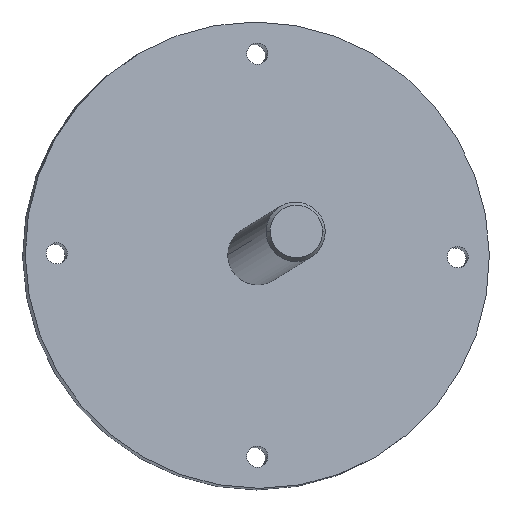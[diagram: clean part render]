
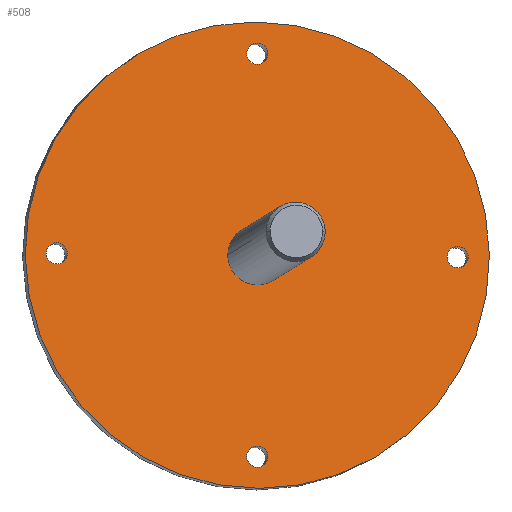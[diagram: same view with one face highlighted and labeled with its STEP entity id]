
A CAD part, top view. The second image highlights one B-rep face of the part: STEP entity #508.
In plain terms, the highlighted planar face has unit normal (0.123, 0.073, 0.99).
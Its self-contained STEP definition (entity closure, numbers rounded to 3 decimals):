
#3 = CIRCLE ( 'NONE', #17, 55. ) ;
#7 = AXIS2_PLACEMENT_3D ( 'NONE', #114, #439, #217 ) ;
#9 = CIRCLE ( 'NONE', #296, 2.5 ) ;
#15 = CARTESIAN_POINT ( 'NONE',  ( 15.343, -618.978, 686.658 ) ) ;
#17 = AXIS2_PLACEMENT_3D ( 'NONE', #418, #466, #511 ) ;
#20 = CARTESIAN_POINT ( 'NONE',  ( -34.279, -571.179, 689.279 ) ) ;
#25 = CIRCLE ( 'NONE', #556, 2.5 ) ;
#30 = AXIS2_PLACEMENT_3D ( 'NONE', #477, #107, #435 ) ;
#33 = AXIS2_PLACEMENT_3D ( 'NONE', #253, #246, #335 ) ;
#36 = CIRCLE ( 'NONE', #495, 2.5 ) ;
#42 = EDGE_CURVE ( 'NONE', #534, #560, #460, .T. ) ;
#44 = FACE_BOUND ( 'NONE', #167, .T. ) ;
#52 = CARTESIAN_POINT ( 'NONE',  ( 60.004, -572.035, 677.666 ) ) ;
#55 = DIRECTION ( 'NONE',  ( 0.123, 0.073, 0.99 ) ) ;
#56 = VERTEX_POINT ( 'NONE', #108 ) ;
#59 = CARTESIAN_POINT ( 'NONE',  ( -31.798, -571.179, 688.972 ) ) ;
#68 = EDGE_LOOP ( 'NONE', ( #402, #214 ) ) ;
#69 = EDGE_LOOP ( 'NONE', ( #160, #481 ) ) ;
#80 = DIRECTION ( 'NONE',  ( 0.123, 0.073, 0.99 ) ) ;
#88 = DIRECTION ( 'NONE',  ( 0.992, 0., -0.123 ) ) ;
#91 = VERTEX_POINT ( 'NONE', #524 ) ;
#92 = ORIENTED_EDGE ( 'NONE', *, *, #529, .F. ) ;
#101 = CARTESIAN_POINT ( 'NONE',  ( 15.343, -618.978, 686.658 ) ) ;
#103 = FACE_OUTER_BOUND ( 'NONE', #68, .T. ) ;
#107 = DIRECTION ( 'NONE',  ( 0.123, 0.073, 0.99 ) ) ;
#108 = CARTESIAN_POINT ( 'NONE',  ( 17.824, -618.978, 686.351 ) ) ;
#114 = CARTESIAN_POINT ( 'NONE',  ( 15.343, -571.607, 683.165 ) ) ;
#115 = AXIS2_PLACEMENT_3D ( 'NONE', #414, #55, #206 ) ;
#116 = FACE_BOUND ( 'NONE', #382, .T. ) ;
#117 = VERTEX_POINT ( 'NONE', #456 ) ;
#121 = CARTESIAN_POINT ( 'NONE',  ( 62.485, -572.035, 677.359 ) ) ;
#127 = DIRECTION ( 'NONE',  ( 0.123, 0.073, 0.99 ) ) ;
#128 = DIRECTION ( 'NONE',  ( 0.123, 0.073, 0.99 ) ) ;
#135 = ORIENTED_EDGE ( 'NONE', *, *, #494, .F. ) ;
#138 = CIRCLE ( 'NONE', #209, 55. ) ;
#155 = DIRECTION ( 'NONE',  ( 0.123, 0.073, 0.99 ) ) ;
#160 = ORIENTED_EDGE ( 'NONE', *, *, #399, .F. ) ;
#167 = EDGE_LOOP ( 'NONE', ( #594, #92 ) ) ;
#168 = CARTESIAN_POINT ( 'NONE',  ( 17.825, -524.235, 679.365 ) ) ;
#171 = DIRECTION ( 'NONE',  ( 0.123, 0.073, 0.99 ) ) ;
#176 = ORIENTED_EDGE ( 'NONE', *, *, #569, .F. ) ;
#177 = VERTEX_POINT ( 'NONE', #600 ) ;
#190 = DIRECTION ( 'NONE',  ( 0.992, 0., -0.123 ) ) ;
#196 = EDGE_CURVE ( 'NONE', #200, #361, #25, .T. ) ;
#198 = CIRCLE ( 'NONE', #33, 2.5 ) ;
#200 = VERTEX_POINT ( 'NONE', #168 ) ;
#201 = EDGE_CURVE ( 'NONE', #361, #200, #408, .T. ) ;
#206 = DIRECTION ( 'NONE',  ( 0.512, -0.859, 0. ) ) ;
#208 = FACE_BOUND ( 'NONE', #334, .T. ) ;
#209 = AXIS2_PLACEMENT_3D ( 'NONE', #486, #80, #369 ) ;
#214 = ORIENTED_EDGE ( 'NONE', *, *, #372, .T. ) ;
#217 = DIRECTION ( 'NONE',  ( 0.992, 0., -0.123 ) ) ;
#221 = FACE_BOUND ( 'NONE', #411, .T. ) ;
#223 = ORIENTED_EDGE ( 'NONE', *, *, #201, .F. ) ;
#229 = CIRCLE ( 'NONE', #421, 2.5 ) ;
#237 = CARTESIAN_POINT ( 'NONE',  ( 15.344, -524.235, 679.672 ) ) ;
#246 = DIRECTION ( 'NONE',  ( 0.123, 0.073, 0.99 ) ) ;
#253 = CARTESIAN_POINT ( 'NONE',  ( -31.798, -571.179, 688.972 ) ) ;
#256 = CARTESIAN_POINT ( 'NONE',  ( 69.926, -571.607, 676.406 ) ) ;
#263 = DIRECTION ( 'NONE',  ( 0.992, 0., -0.123 ) ) ;
#266 = VERTEX_POINT ( 'NONE', #509 ) ;
#270 = CARTESIAN_POINT ( 'NONE',  ( -29.317, -571.179, 688.665 ) ) ;
#291 = PLANE ( 'NONE',  #115 ) ;
#296 = AXIS2_PLACEMENT_3D ( 'NONE', #101, #353, #190 ) ;
#300 = EDGE_CURVE ( 'NONE', #417, #523, #3, .T. ) ;
#302 = CIRCLE ( 'NONE', #30, 7. ) ;
#333 = CARTESIAN_POINT ( 'NONE',  ( 62.485, -572.035, 677.359 ) ) ;
#334 = EDGE_LOOP ( 'NONE', ( #223, #512 ) ) ;
#335 = DIRECTION ( 'NONE',  ( 0.992, 0., -0.123 ) ) ;
#342 = EDGE_CURVE ( 'NONE', #91, #56, #9, .T. ) ;
#353 = DIRECTION ( 'NONE',  ( 0.123, 0.073, 0.99 ) ) ;
#355 = DIRECTION ( 'NONE',  ( 0.992, 0., -0.123 ) ) ;
#358 = ORIENTED_EDGE ( 'NONE', *, *, #545, .F. ) ;
#361 = VERTEX_POINT ( 'NONE', #516 ) ;
#365 = CARTESIAN_POINT ( 'NONE',  ( 15.344, -524.235, 679.672 ) ) ;
#369 = DIRECTION ( 'NONE',  ( 0.992, 0., -0.123 ) ) ;
#372 = EDGE_CURVE ( 'NONE', #523, #417, #138, .T. ) ;
#380 = VERTEX_POINT ( 'NONE', #52 ) ;
#382 = EDGE_LOOP ( 'NONE', ( #358, #176 ) ) ;
#399 = EDGE_CURVE ( 'NONE', #380, #266, #229, .T. ) ;
#402 = ORIENTED_EDGE ( 'NONE', *, *, #300, .T. ) ;
#408 = CIRCLE ( 'NONE', #543, 2.5 ) ;
#411 = EDGE_LOOP ( 'NONE', ( #135, #588 ) ) ;
#414 = CARTESIAN_POINT ( 'NONE',  ( 15.343, -571.607, 683.165 ) ) ;
#417 = VERTEX_POINT ( 'NONE', #449 ) ;
#418 = CARTESIAN_POINT ( 'NONE',  ( 15.343, -571.607, 683.165 ) ) ;
#421 = AXIS2_PLACEMENT_3D ( 'NONE', #121, #128, #447 ) ;
#425 = CIRCLE ( 'NONE', #7, 7. ) ;
#432 = AXIS2_PLACEMENT_3D ( 'NONE', #59, #155, #263 ) ;
#435 = DIRECTION ( 'NONE',  ( 0.992, 0., -0.123 ) ) ;
#439 = DIRECTION ( 'NONE',  ( 0.123, 0.073, 0.99 ) ) ;
#447 = DIRECTION ( 'NONE',  ( 0.992, 0., -0.123 ) ) ;
#449 = CARTESIAN_POINT ( 'NONE',  ( -39.24, -571.607, 689.925 ) ) ;
#456 = CARTESIAN_POINT ( 'NONE',  ( 22.29, -571.607, 682.305 ) ) ;
#459 = CIRCLE ( 'NONE', #517, 2.5 ) ;
#460 = CIRCLE ( 'NONE', #432, 2.5 ) ;
#466 = DIRECTION ( 'NONE',  ( 0.123, 0.073, 0.99 ) ) ;
#474 = EDGE_CURVE ( 'NONE', #266, #380, #459, .T. ) ;
#477 = CARTESIAN_POINT ( 'NONE',  ( 15.343, -571.607, 683.165 ) ) ;
#481 = ORIENTED_EDGE ( 'NONE', *, *, #474, .F. ) ;
#486 = CARTESIAN_POINT ( 'NONE',  ( 15.343, -571.607, 683.165 ) ) ;
#494 = EDGE_CURVE ( 'NONE', #560, #534, #198, .T. ) ;
#495 = AXIS2_PLACEMENT_3D ( 'NONE', #15, #584, #355 ) ;
#508 = ADVANCED_FACE ( 'NONE', ( #103, #116, #208, #44, #221, #549 ), #291, .T. ) ;
#509 = CARTESIAN_POINT ( 'NONE',  ( 64.966, -572.035, 677.051 ) ) ;
#510 = DIRECTION ( 'NONE',  ( 0.992, 0., -0.123 ) ) ;
#511 = DIRECTION ( 'NONE',  ( 0.992, 0., -0.123 ) ) ;
#512 = ORIENTED_EDGE ( 'NONE', *, *, #196, .F. ) ;
#516 = CARTESIAN_POINT ( 'NONE',  ( 12.863, -524.235, 679.98 ) ) ;
#517 = AXIS2_PLACEMENT_3D ( 'NONE', #333, #559, #510 ) ;
#523 = VERTEX_POINT ( 'NONE', #256 ) ;
#524 = CARTESIAN_POINT ( 'NONE',  ( 12.862, -618.978, 686.966 ) ) ;
#529 = EDGE_CURVE ( 'NONE', #56, #91, #36, .T. ) ;
#534 = VERTEX_POINT ( 'NONE', #270 ) ;
#543 = AXIS2_PLACEMENT_3D ( 'NONE', #237, #171, #544 ) ;
#544 = DIRECTION ( 'NONE',  ( 0.992, 0., -0.123 ) ) ;
#545 = EDGE_CURVE ( 'NONE', #177, #117, #302, .T. ) ;
#549 = FACE_BOUND ( 'NONE', #69, .T. ) ;
#556 = AXIS2_PLACEMENT_3D ( 'NONE', #365, #127, #88 ) ;
#559 = DIRECTION ( 'NONE',  ( 0.123, 0.073, 0.99 ) ) ;
#560 = VERTEX_POINT ( 'NONE', #20 ) ;
#569 = EDGE_CURVE ( 'NONE', #117, #177, #425, .T. ) ;
#584 = DIRECTION ( 'NONE',  ( 0.123, 0.073, 0.99 ) ) ;
#588 = ORIENTED_EDGE ( 'NONE', *, *, #42, .F. ) ;
#594 = ORIENTED_EDGE ( 'NONE', *, *, #342, .F. ) ;
#600 = CARTESIAN_POINT ( 'NONE',  ( 8.397, -571.607, 684.026 ) ) ;
